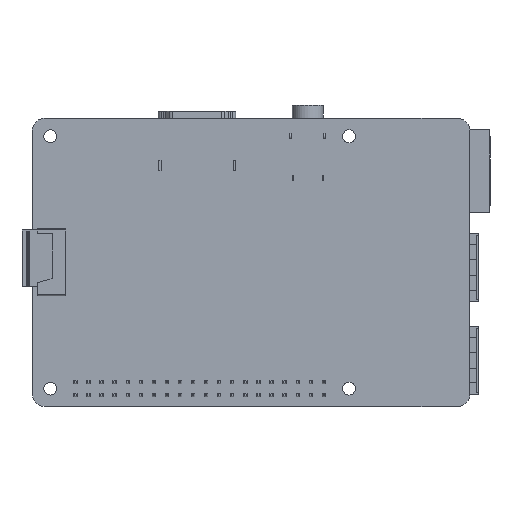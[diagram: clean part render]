
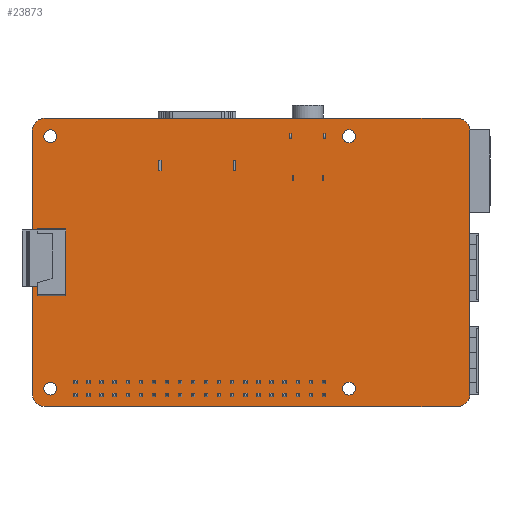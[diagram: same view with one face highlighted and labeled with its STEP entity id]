
A CAD part, front view. The second image highlights one B-rep face of the part: STEP entity #23873.
In plain terms, the highlighted planar face has unit normal (0, -1, 0).
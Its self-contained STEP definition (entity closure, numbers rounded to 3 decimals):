
#344=FACE_BOUND('',#2560,.T.);
#345=FACE_BOUND('',#2561,.T.);
#346=FACE_BOUND('',#2562,.T.);
#347=FACE_BOUND('',#2563,.T.);
#407=CIRCLE('',#26131,1.25);
#408=CIRCLE('',#26132,1.25);
#410=CIRCLE('',#26135,2.5);
#411=CIRCLE('',#26136,2.5);
#412=CIRCLE('',#26137,2.5);
#413=CIRCLE('',#26138,2.5);
#414=CIRCLE('',#26139,1.25);
#415=CIRCLE('',#26140,1.25);
#416=CIRCLE('',#26141,1.25);
#417=CIRCLE('',#26142,1.25);
#418=CIRCLE('',#26143,1.25);
#419=CIRCLE('',#26144,1.25);
#1180=FACE_OUTER_BOUND('',#2559,.T.);
#2559=EDGE_LOOP('',(#16382,#16383,#16384,#16385,#16386,#16387,#16388,#16389));
#2560=EDGE_LOOP('',(#16390,#16391));
#2561=EDGE_LOOP('',(#16392,#16393));
#2562=EDGE_LOOP('',(#16394,#16395));
#2563=EDGE_LOOP('',(#16396,#16397));
#4180=LINE('',#35076,#7329);
#4181=LINE('',#35080,#7330);
#4182=LINE('',#35084,#7331);
#4183=LINE('',#35088,#7332);
#7329=VECTOR('',#28438,10.);
#7330=VECTOR('',#28441,10.);
#7331=VECTOR('',#28444,10.);
#7332=VECTOR('',#28447,10.);
#10327=VERTEX_POINT('',#35067);
#10328=VERTEX_POINT('',#35069);
#10329=VERTEX_POINT('',#35074);
#10330=VERTEX_POINT('',#35075);
#10331=VERTEX_POINT('',#35077);
#10332=VERTEX_POINT('',#35079);
#10333=VERTEX_POINT('',#35081);
#10334=VERTEX_POINT('',#35083);
#10335=VERTEX_POINT('',#35085);
#10336=VERTEX_POINT('',#35087);
#10337=VERTEX_POINT('',#35090);
#10338=VERTEX_POINT('',#35091);
#10339=VERTEX_POINT('',#35094);
#10340=VERTEX_POINT('',#35095);
#10341=VERTEX_POINT('',#35098);
#10342=VERTEX_POINT('',#35099);
#12625=EDGE_CURVE('',#10328,#10327,#407,.T.);
#12626=EDGE_CURVE('',#10327,#10328,#408,.T.);
#12628=EDGE_CURVE('',#10329,#10330,#4180,.T.);
#12629=EDGE_CURVE('',#10331,#10329,#410,.T.);
#12630=EDGE_CURVE('',#10332,#10331,#4181,.T.);
#12631=EDGE_CURVE('',#10333,#10332,#411,.T.);
#12632=EDGE_CURVE('',#10334,#10333,#4182,.T.);
#12633=EDGE_CURVE('',#10335,#10334,#412,.T.);
#12634=EDGE_CURVE('',#10336,#10335,#4183,.T.);
#12635=EDGE_CURVE('',#10330,#10336,#413,.T.);
#12636=EDGE_CURVE('',#10337,#10338,#414,.T.);
#12637=EDGE_CURVE('',#10338,#10337,#415,.T.);
#12638=EDGE_CURVE('',#10339,#10340,#416,.T.);
#12639=EDGE_CURVE('',#10340,#10339,#417,.T.);
#12640=EDGE_CURVE('',#10341,#10342,#418,.T.);
#12641=EDGE_CURVE('',#10342,#10341,#419,.T.);
#16382=ORIENTED_EDGE('',*,*,#12628,.F.);
#16383=ORIENTED_EDGE('',*,*,#12629,.F.);
#16384=ORIENTED_EDGE('',*,*,#12630,.F.);
#16385=ORIENTED_EDGE('',*,*,#12631,.F.);
#16386=ORIENTED_EDGE('',*,*,#12632,.F.);
#16387=ORIENTED_EDGE('',*,*,#12633,.F.);
#16388=ORIENTED_EDGE('',*,*,#12634,.F.);
#16389=ORIENTED_EDGE('',*,*,#12635,.F.);
#16390=ORIENTED_EDGE('',*,*,#12636,.T.);
#16391=ORIENTED_EDGE('',*,*,#12637,.T.);
#16392=ORIENTED_EDGE('',*,*,#12625,.T.);
#16393=ORIENTED_EDGE('',*,*,#12626,.T.);
#16394=ORIENTED_EDGE('',*,*,#12638,.T.);
#16395=ORIENTED_EDGE('',*,*,#12639,.T.);
#16396=ORIENTED_EDGE('',*,*,#12640,.T.);
#16397=ORIENTED_EDGE('',*,*,#12641,.T.);
#22606=PLANE('',#26134);
#23873=ADVANCED_FACE('',(#1180,#344,#345,#346,#347),#22606,.T.);
#26131=AXIS2_PLACEMENT_3D('',#35070,#28430,#28431);
#26132=AXIS2_PLACEMENT_3D('',#35071,#28432,#28433);
#26134=AXIS2_PLACEMENT_3D('',#35073,#28436,#28437);
#26135=AXIS2_PLACEMENT_3D('',#35078,#28439,#28440);
#26136=AXIS2_PLACEMENT_3D('',#35082,#28442,#28443);
#26137=AXIS2_PLACEMENT_3D('',#35086,#28445,#28446);
#26138=AXIS2_PLACEMENT_3D('',#35089,#28448,#28449);
#26139=AXIS2_PLACEMENT_3D('',#35092,#28450,#28451);
#26140=AXIS2_PLACEMENT_3D('',#35093,#28452,#28453);
#26141=AXIS2_PLACEMENT_3D('',#35096,#28454,#28455);
#26142=AXIS2_PLACEMENT_3D('',#35097,#28456,#28457);
#26143=AXIS2_PLACEMENT_3D('',#35100,#28458,#28459);
#26144=AXIS2_PLACEMENT_3D('',#35101,#28460,#28461);
#28430=DIRECTION('center_axis',(0.,1.,0.));
#28431=DIRECTION('ref_axis',(0.,0.,-1.));
#28432=DIRECTION('center_axis',(0.,1.,0.));
#28433=DIRECTION('ref_axis',(0.,0.,-1.));
#28436=DIRECTION('center_axis',(0.,-1.,0.));
#28437=DIRECTION('ref_axis',(0.,0.,-1.));
#28438=DIRECTION('',(0.,0.,1.));
#28439=DIRECTION('center_axis',(0.,1.,0.));
#28440=DIRECTION('ref_axis',(-1.,0.,0.));
#28441=DIRECTION('',(-1.,0.,0.));
#28442=DIRECTION('center_axis',(0.,1.,0.));
#28443=DIRECTION('ref_axis',(0.,0.,-1.));
#28444=DIRECTION('',(0.,0.,-1.));
#28445=DIRECTION('center_axis',(0.,1.,0.));
#28446=DIRECTION('ref_axis',(1.,0.,0.));
#28447=DIRECTION('',(1.,0.,0.));
#28448=DIRECTION('center_axis',(0.,1.,0.));
#28449=DIRECTION('ref_axis',(0.,0.,1.));
#28450=DIRECTION('center_axis',(0.,1.,0.));
#28451=DIRECTION('ref_axis',(0.,0.,1.));
#28452=DIRECTION('center_axis',(0.,1.,0.));
#28453=DIRECTION('ref_axis',(0.,0.,1.));
#28454=DIRECTION('center_axis',(0.,1.,0.));
#28455=DIRECTION('ref_axis',(0.,0.,1.));
#28456=DIRECTION('center_axis',(0.,1.,0.));
#28457=DIRECTION('ref_axis',(0.,0.,1.));
#28458=DIRECTION('center_axis',(0.,1.,0.));
#28459=DIRECTION('ref_axis',(0.,0.,-1.));
#28460=DIRECTION('center_axis',(0.,1.,0.));
#28461=DIRECTION('ref_axis',(0.,0.,-1.));
#35067=CARTESIAN_POINT('',(-37.75,-0.65,24.5));
#35069=CARTESIAN_POINT('',(-39.,-0.65,25.75));
#35070=CARTESIAN_POINT('Origin',(-39.,-0.65,24.5));
#35071=CARTESIAN_POINT('Origin',(-39.,-0.65,24.5));
#35073=CARTESIAN_POINT('Origin',(-42.5,-0.65,0.));
#35074=CARTESIAN_POINT('',(-42.5,-0.65,-25.5));
#35075=CARTESIAN_POINT('',(-42.5,-0.65,25.5));
#35076=CARTESIAN_POINT('',(-42.5,-0.65,-25.5));
#35077=CARTESIAN_POINT('',(-40.,-0.65,-28.));
#35078=CARTESIAN_POINT('Origin',(-40.,-0.65,-25.5));
#35079=CARTESIAN_POINT('',(40.,-0.65,-28.));
#35080=CARTESIAN_POINT('',(40.,-0.65,-28.));
#35081=CARTESIAN_POINT('',(42.5,-0.65,-25.5));
#35082=CARTESIAN_POINT('Origin',(40.,-0.65,-25.5));
#35083=CARTESIAN_POINT('',(42.5,-0.65,25.5));
#35084=CARTESIAN_POINT('',(42.5,-0.65,25.5));
#35085=CARTESIAN_POINT('',(40.,-0.65,28.));
#35086=CARTESIAN_POINT('Origin',(40.,-0.65,25.5));
#35087=CARTESIAN_POINT('',(-40.,-0.65,28.));
#35088=CARTESIAN_POINT('',(-40.,-0.65,28.));
#35089=CARTESIAN_POINT('Origin',(-40.,-0.65,25.5));
#35090=CARTESIAN_POINT('',(-39.,-0.65,-23.25));
#35091=CARTESIAN_POINT('',(-37.75,-0.65,-24.5));
#35092=CARTESIAN_POINT('Origin',(-39.,-0.65,-24.5));
#35093=CARTESIAN_POINT('Origin',(-39.,-0.65,-24.5));
#35094=CARTESIAN_POINT('',(19.,-0.65,25.75));
#35095=CARTESIAN_POINT('',(20.25,-0.65,24.5));
#35096=CARTESIAN_POINT('Origin',(19.,-0.65,24.5));
#35097=CARTESIAN_POINT('Origin',(19.,-0.65,24.5));
#35098=CARTESIAN_POINT('',(19.,-0.65,-25.75));
#35099=CARTESIAN_POINT('',(17.75,-0.65,-24.5));
#35100=CARTESIAN_POINT('Origin',(19.,-0.65,-24.5));
#35101=CARTESIAN_POINT('Origin',(19.,-0.65,-24.5));
